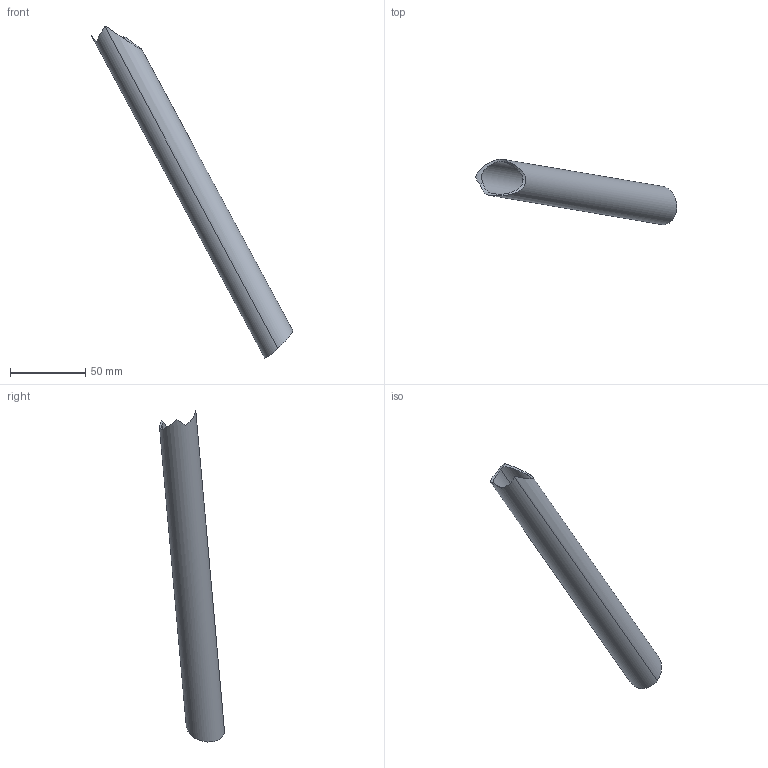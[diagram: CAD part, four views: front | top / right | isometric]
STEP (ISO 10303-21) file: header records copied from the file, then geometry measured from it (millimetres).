
FILE_DESCRIPTION(('STEP AP214'),'1');
FILE_NAME('62.stp','2019-12-01T22:22:10',(' '),(' '),'Spatial InterOp 3D',' ',' ');
FILE_SCHEMA(('AUTOMOTIVE_DESIGN { 1 0 10303 214 1 1 1 1 }'));
Length unit declared in the file: metre
Products named in the file (1): PartBody/Assemble.1
Bounding box: 133.71 x 43.05 x 220.37 mm (x, y, z)
Volume: 25291.4 mm3; surface area: 34081.4 mm2
Topology: 1 solids, 1 shells, 8 faces, 22 edges, 15 vertices
Faces by surface type: cylinder 7, plane 1
Entity records: 1154 total; most frequent: CARTESIAN_POINT 801, ORIENTED_EDGE 44, STYLED_ITEM 26, PRESENTATION_STYLE_ASSIGNMENT 26, COLOUR_RGB 26, DIRECTION 23, EDGE_CURVE 22, CURVE_STYLE 17
